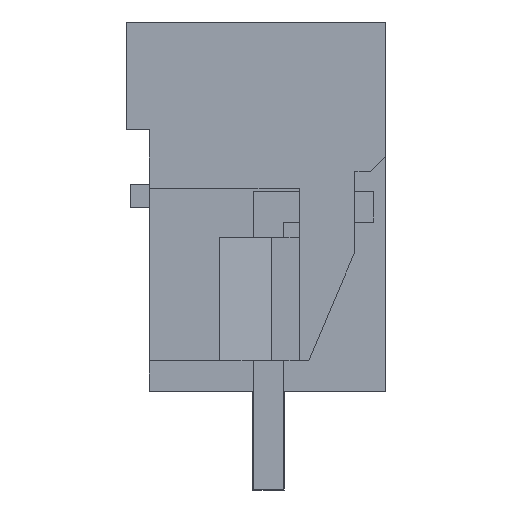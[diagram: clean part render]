
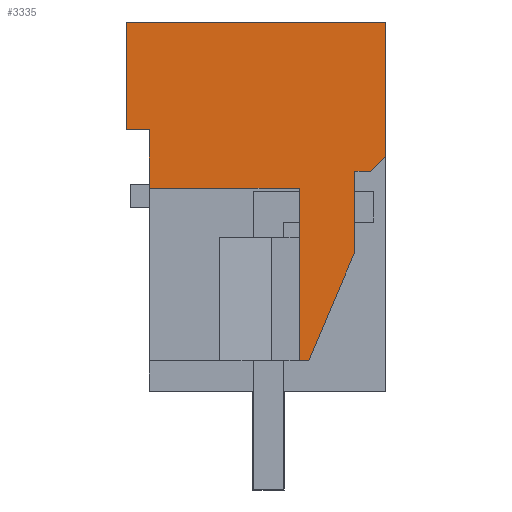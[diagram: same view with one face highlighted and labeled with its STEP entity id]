
A CAD part, left-side view. The second image highlights one B-rep face of the part: STEP entity #3335.
In plain terms, the highlighted planar face has unit normal (-1, 0, 0).
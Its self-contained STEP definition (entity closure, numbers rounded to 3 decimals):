
#3260=AXIS2_PLACEMENT_3D('Plane Axis2P3D',#3257,#3258,#3259) ;
#1625=CARTESIAN_POINT('Vertex',(0.,0.,15.2)) ;
#1628=CARTESIAN_POINT('Line Origine',(0.,0.,13.023)) ;
#1632=CARTESIAN_POINT('Vertex',(0.,0.,10.846)) ;
#2342=CARTESIAN_POINT('Vertex',(0.,7.68,9.8)) ;
#2345=CARTESIAN_POINT('Line Origine',(0.,7.68,10.75)) ;
#2349=CARTESIAN_POINT('Vertex',(0.,7.68,11.7)) ;
#3238=CARTESIAN_POINT('Line Origine',(0.,0.25,10.596)) ;
#3242=CARTESIAN_POINT('Vertex',(0.,0.5,10.346)) ;
#3257=CARTESIAN_POINT('Axis2P3D Location',(0.,-1.5,3.2)) ;
#3262=CARTESIAN_POINT('Line Origine',(0.,4.215,15.2)) ;
#3266=CARTESIAN_POINT('Vertex',(0.,8.43,15.2)) ;
#3269=CARTESIAN_POINT('Line Origine',(0.,8.43,13.45)) ;
#3273=CARTESIAN_POINT('Vertex',(0.,8.43,11.7)) ;
#3276=CARTESIAN_POINT('Line Origine',(0.,8.055,11.7)) ;
#3281=CARTESIAN_POINT('Line Origine',(0.,5.245,9.8)) ;
#3285=CARTESIAN_POINT('Vertex',(0.,2.81,9.8)) ;
#3288=CARTESIAN_POINT('Line Origine',(0.,2.81,7.)) ;
#3292=CARTESIAN_POINT('Vertex',(0.,2.81,4.2)) ;
#3295=CARTESIAN_POINT('Line Origine',(0.,2.655,4.2)) ;
#3299=CARTESIAN_POINT('Vertex',(0.,2.501,4.2)) ;
#3302=CARTESIAN_POINT('Line Origine',(0.,1.752,5.968)) ;
#3306=CARTESIAN_POINT('Vertex',(0.,1.003,7.735)) ;
#3309=CARTESIAN_POINT('Line Origine',(0.,1.003,9.041)) ;
#3313=CARTESIAN_POINT('Vertex',(0.,1.003,10.346)) ;
#3316=CARTESIAN_POINT('Line Origine',(0.,0.751,10.346)) ;
#1629=DIRECTION('Vector Direction',(0.,0.,1.)) ;
#2346=DIRECTION('Vector Direction',(0.,0.,-1.)) ;
#3239=DIRECTION('Vector Direction',(0.,-0.707,0.707)) ;
#3258=DIRECTION('Axis2P3D Direction',(-1.,0.,0.)) ;
#3259=DIRECTION('Axis2P3D XDirection',(0.,0.,1.)) ;
#3263=DIRECTION('Vector Direction',(0.,1.,0.)) ;
#3270=DIRECTION('Vector Direction',(0.,0.,-1.)) ;
#3277=DIRECTION('Vector Direction',(0.,-1.,0.)) ;
#3282=DIRECTION('Vector Direction',(0.,-1.,0.)) ;
#3289=DIRECTION('Vector Direction',(0.,0.,-1.)) ;
#3296=DIRECTION('Vector Direction',(0.,1.,0.)) ;
#3303=DIRECTION('Vector Direction',(0.,0.39,-0.921)) ;
#3310=DIRECTION('Vector Direction',(0.,0.,-1.)) ;
#3317=DIRECTION('Vector Direction',(0.,-1.,0.)) ;
#1630=VECTOR('Line Direction',#1629,1.) ;
#2347=VECTOR('Line Direction',#2346,1.) ;
#3240=VECTOR('Line Direction',#3239,1.) ;
#3264=VECTOR('Line Direction',#3263,1.) ;
#3271=VECTOR('Line Direction',#3270,1.) ;
#3278=VECTOR('Line Direction',#3277,1.) ;
#3283=VECTOR('Line Direction',#3282,1.) ;
#3290=VECTOR('Line Direction',#3289,1.) ;
#3297=VECTOR('Line Direction',#3296,1.) ;
#3304=VECTOR('Line Direction',#3303,1.) ;
#3311=VECTOR('Line Direction',#3310,1.) ;
#3318=VECTOR('Line Direction',#3317,1.) ;
#3322=ORIENTED_EDGE('',*,*,#1634,.T.) ;
#3323=ORIENTED_EDGE('',*,*,#3268,.T.) ;
#3324=ORIENTED_EDGE('',*,*,#3275,.T.) ;
#3325=ORIENTED_EDGE('',*,*,#3280,.T.) ;
#3326=ORIENTED_EDGE('',*,*,#2351,.T.) ;
#3327=ORIENTED_EDGE('',*,*,#3287,.T.) ;
#3328=ORIENTED_EDGE('',*,*,#3294,.T.) ;
#3329=ORIENTED_EDGE('',*,*,#3301,.F.) ;
#3330=ORIENTED_EDGE('',*,*,#3308,.F.) ;
#3331=ORIENTED_EDGE('',*,*,#3315,.F.) ;
#3332=ORIENTED_EDGE('',*,*,#3320,.F.) ;
#3333=ORIENTED_EDGE('',*,*,#3244,.F.) ;
#3335=ADVANCED_FACE('HOUSING',(#3334),#3261,.T.) ;
#1634=EDGE_CURVE('',#1633,#1626,#1631,.T.) ;
#2351=EDGE_CURVE('',#2350,#2343,#2348,.T.) ;
#3244=EDGE_CURVE('',#1633,#3243,#3241,.F.) ;
#3268=EDGE_CURVE('',#1626,#3267,#3265,.T.) ;
#3275=EDGE_CURVE('',#3267,#3274,#3272,.T.) ;
#3280=EDGE_CURVE('',#3274,#2350,#3279,.T.) ;
#3287=EDGE_CURVE('',#2343,#3286,#3284,.T.) ;
#3294=EDGE_CURVE('',#3286,#3293,#3291,.T.) ;
#3301=EDGE_CURVE('',#3300,#3293,#3298,.T.) ;
#3308=EDGE_CURVE('',#3307,#3300,#3305,.T.) ;
#3315=EDGE_CURVE('',#3314,#3307,#3312,.T.) ;
#3320=EDGE_CURVE('',#3243,#3314,#3319,.F.) ;
#3321=EDGE_LOOP('',(#3322,#3323,#3324,#3325,#3326,#3327,#3328,#3329,#3330,#3331,#3332,#3333)) ;
#3334=FACE_OUTER_BOUND('',#3321,.T.) ;
#1631=LINE('Line',#1628,#1630) ;
#2348=LINE('Line',#2345,#2347) ;
#3241=LINE('Line',#3238,#3240) ;
#3265=LINE('Line',#3262,#3264) ;
#3272=LINE('Line',#3269,#3271) ;
#3279=LINE('Line',#3276,#3278) ;
#3284=LINE('Line',#3281,#3283) ;
#3291=LINE('Line',#3288,#3290) ;
#3298=LINE('Line',#3295,#3297) ;
#3305=LINE('Line',#3302,#3304) ;
#3312=LINE('Line',#3309,#3311) ;
#3319=LINE('Line',#3316,#3318) ;
#3261=PLANE('',#3260) ;
#1626=VERTEX_POINT('',#1625) ;
#1633=VERTEX_POINT('',#1632) ;
#2343=VERTEX_POINT('',#2342) ;
#2350=VERTEX_POINT('',#2349) ;
#3243=VERTEX_POINT('',#3242) ;
#3267=VERTEX_POINT('',#3266) ;
#3274=VERTEX_POINT('',#3273) ;
#3286=VERTEX_POINT('',#3285) ;
#3293=VERTEX_POINT('',#3292) ;
#3300=VERTEX_POINT('',#3299) ;
#3307=VERTEX_POINT('',#3306) ;
#3314=VERTEX_POINT('',#3313) ;
